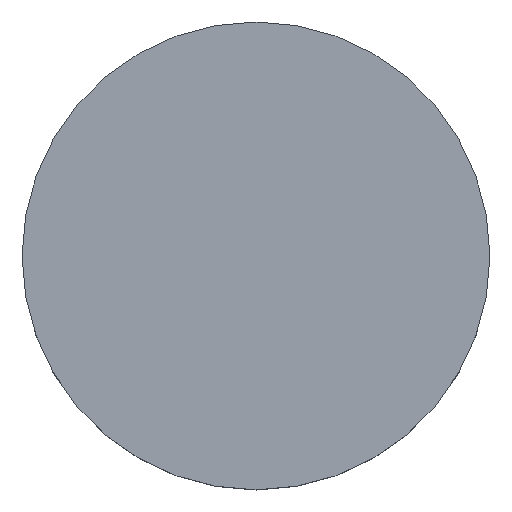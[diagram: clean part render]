
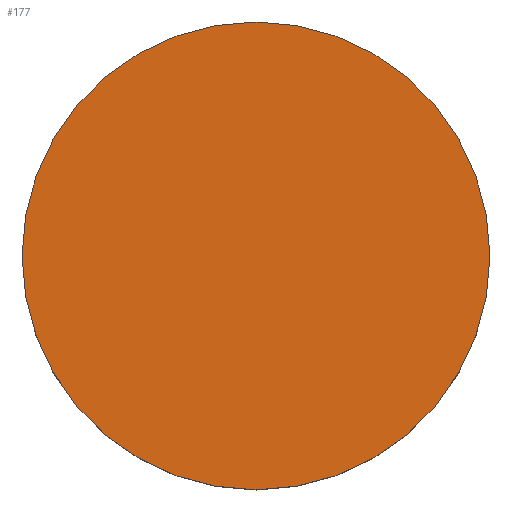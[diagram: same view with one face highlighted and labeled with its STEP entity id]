
A CAD part, top view. The second image highlights one B-rep face of the part: STEP entity #177.
In plain terms, the highlighted planar face has unit normal (0, 0, 1).
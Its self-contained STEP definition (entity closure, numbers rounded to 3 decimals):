
#7 = DIRECTION ( 'NONE',  ( 1., 0., 0. ) ) ;
#11 = VERTEX_POINT ( 'NONE', #181 ) ;
#51 = CARTESIAN_POINT ( 'NONE',  ( 0., 0., 3.5 ) ) ;
#53 = PLANE ( 'NONE',  #97 ) ;
#56 = FACE_OUTER_BOUND ( 'NONE', #211, .T. ) ;
#62 = CARTESIAN_POINT ( 'NONE',  ( 0., 0., 3.5 ) ) ;
#79 = CIRCLE ( 'NONE', #168, 25.4 ) ;
#85 = AXIS2_PLACEMENT_3D ( 'NONE', #62, #192, #7 ) ;
#86 = EDGE_CURVE ( 'NONE', #11, #121, #169, .T. ) ;
#97 = AXIS2_PLACEMENT_3D ( 'NONE', #107, #229, #144 ) ;
#105 = DIRECTION ( 'NONE',  ( 0., 0., -1. ) ) ;
#107 = CARTESIAN_POINT ( 'NONE',  ( 0., 52.02, 3.5 ) ) ;
#121 = VERTEX_POINT ( 'NONE', #150 ) ;
#144 = DIRECTION ( 'NONE',  ( 1., 0., 0. ) ) ;
#150 = CARTESIAN_POINT ( 'NONE',  ( -25.4, 0., 3.5 ) ) ;
#152 = ORIENTED_EDGE ( 'NONE', *, *, #86, .F. ) ;
#168 = AXIS2_PLACEMENT_3D ( 'NONE', #51, #105, #198 ) ;
#169 = CIRCLE ( 'NONE', #85, 25.4 ) ;
#177 = ADVANCED_FACE ( 'NONE', ( #56 ), #53, .T. ) ;
#180 = EDGE_CURVE ( 'NONE', #121, #11, #79, .T. ) ;
#181 = CARTESIAN_POINT ( 'NONE',  ( 25.4, 0., 3.5 ) ) ;
#188 = ORIENTED_EDGE ( 'NONE', *, *, #180, .F. ) ;
#192 = DIRECTION ( 'NONE',  ( 0., 0., -1. ) ) ;
#198 = DIRECTION ( 'NONE',  ( 1., 0., 0. ) ) ;
#211 = EDGE_LOOP ( 'NONE', ( #152, #188 ) ) ;
#229 = DIRECTION ( 'NONE',  ( 0., 0., 1. ) ) ;
